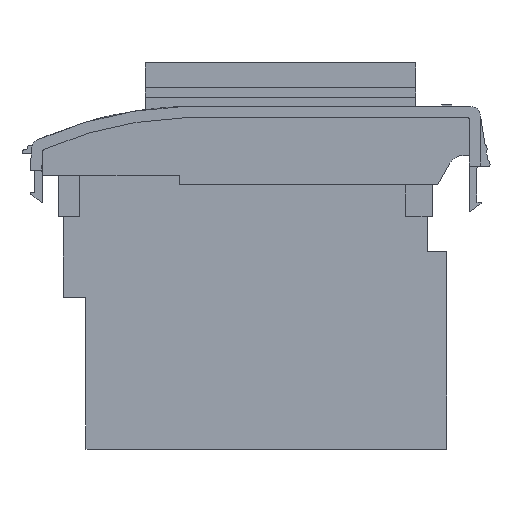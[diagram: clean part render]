
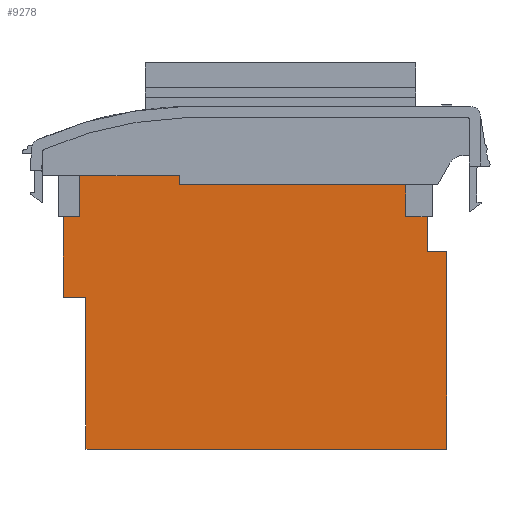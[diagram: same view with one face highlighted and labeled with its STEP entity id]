
A CAD part, left-side view. The second image highlights one B-rep face of the part: STEP entity #9278.
In plain terms, the highlighted planar face has unit normal (-1, 0, 0).
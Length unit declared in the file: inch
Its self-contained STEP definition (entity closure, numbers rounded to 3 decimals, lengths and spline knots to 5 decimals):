
#286 = VERTEX_POINT ( 'NONE', #2489 ) ;
#289 = EDGE_CURVE ( 'NONE', #302, #286, #2529, .T. ) ;
#293 = VERTEX_POINT ( 'NONE', #2521 ) ;
#302 = VERTEX_POINT ( 'NONE', #2510 ) ;
#315 = EDGE_CURVE ( 'NONE', #286, #293, #2553, .T. ) ;
#366 = EDGE_CURVE ( 'NONE', #5906, #302, #2646, .T. ) ;
#1491 = DIRECTION ( 'NONE',  ( 0., 0., 1. ) ) ;
#1492 = VECTOR ( 'NONE', #1491, 39.37008 ) ;
#1493 = CARTESIAN_POINT ( 'NONE',  ( 1.84006, 3.99348, 0.735 ) ) ;
#1494 = LINE ( 'NONE', #1493, #1492 ) ;
#2489 = CARTESIAN_POINT ( 'NONE',  ( 1.84006, 3.22916, 0.445 ) ) ;
#2510 = CARTESIAN_POINT ( 'NONE',  ( 1.84006, 3.22916, 0.505 ) ) ;
#2521 = CARTESIAN_POINT ( 'NONE',  ( 1.84006, 1.73848, 0.445 ) ) ;
#2526 = DIRECTION ( 'NONE',  ( 0., 0., -1. ) ) ;
#2527 = VECTOR ( 'NONE', #2526, 39.37008 ) ;
#2528 = CARTESIAN_POINT ( 'NONE',  ( 1.84006, 3.22916, 0.445 ) ) ;
#2529 = LINE ( 'NONE', #2528, #2527 ) ;
#2550 = DIRECTION ( 'NONE',  ( 0., -1., 0. ) ) ;
#2551 = VECTOR ( 'NONE', #2550, 39.37008 ) ;
#2552 = CARTESIAN_POINT ( 'NONE',  ( 1.84006, 1.52916, 0.445 ) ) ;
#2553 = LINE ( 'NONE', #2552, #2551 ) ;
#2643 = DIRECTION ( 'NONE',  ( 0., -1., 0. ) ) ;
#2644 = VECTOR ( 'NONE', #2643, 39.37008 ) ;
#2645 = CARTESIAN_POINT ( 'NONE',  ( 1.84006, 3.22916, 0.505 ) ) ;
#2646 = LINE ( 'NONE', #2645, #2644 ) ;
#5906 = VERTEX_POINT ( 'NONE', #7177 ) ;
#6000 = VERTEX_POINT ( 'NONE', #7342 ) ;
#6659 = VERTEX_POINT ( 'NONE', #10612 ) ;
#6671 = EDGE_CURVE ( 'NONE', #13925, #6659, #10696, .T. ) ;
#6759 = EDGE_CURVE ( 'NONE', #6659, #14006, #10980, .T. ) ;
#7177 = CARTESIAN_POINT ( 'NONE',  ( 1.84006, 3.99348, 0.505 ) ) ;
#7342 = CARTESIAN_POINT ( 'NONE',  ( 1.84006, 1.59848, 0.235 ) ) ;
#9278 = ADVANCED_FACE ( 'NONE', ( #11271 ), #11247, .T. ) ;
#9279 = EDGE_LOOP ( 'NONE', ( #9282, #9313, #9315, #9316, #9317, #9286, #9287, #9288, #9289, #9290, #9307, #9308 ) ) ;
#9282 = ORIENTED_EDGE ( 'NONE', *, *, #9283, .T. ) ;
#9283 = EDGE_CURVE ( 'NONE', #9284, #293, #11475, .T. ) ;
#9284 = VERTEX_POINT ( 'NONE', #11471 ) ;
#9286 = ORIENTED_EDGE ( 'NONE', *, *, #6759, .F. ) ;
#9287 = ORIENTED_EDGE ( 'NONE', *, *, #6671, .F. ) ;
#9288 = ORIENTED_EDGE ( 'NONE', *, *, #11445, .F. ) ;
#9289 = ORIENTED_EDGE ( 'NONE', *, *, #9293, .F. ) ;
#9290 = ORIENTED_EDGE ( 'NONE', *, *, #9347, .F. ) ;
#9293 = EDGE_CURVE ( 'NONE', #9345, #11433, #11470, .T. ) ;
#9307 = ORIENTED_EDGE ( 'NONE', *, *, #14177, .F. ) ;
#9308 = ORIENTED_EDGE ( 'NONE', *, *, #9309, .F. ) ;
#9309 = EDGE_CURVE ( 'NONE', #9284, #6000, #11501, .T. ) ;
#9313 = ORIENTED_EDGE ( 'NONE', *, *, #315, .F. ) ;
#9315 = ORIENTED_EDGE ( 'NONE', *, *, #289, .F. ) ;
#9316 = ORIENTED_EDGE ( 'NONE', *, *, #366, .F. ) ;
#9317 = ORIENTED_EDGE ( 'NONE', *, *, #17003, .F. ) ;
#9345 = VERTEX_POINT ( 'NONE', #11597 ) ;
#9347 = EDGE_CURVE ( 'NONE', #11172, #9345, #11595, .T. ) ;
#10612 = CARTESIAN_POINT ( 'NONE',  ( 1.84006, 3.84348, -0.295 ) ) ;
#10693 = DIRECTION ( 'NONE',  ( 0., 0., 1. ) ) ;
#10694 = VECTOR ( 'NONE', #10693, 39.37008 ) ;
#10695 = CARTESIAN_POINT ( 'NONE',  ( 1.84006, 3.84348, -0.295 ) ) ;
#10696 = LINE ( 'NONE', #10695, #10694 ) ;
#10980 = LINE ( 'NONE', #11028, #11027 ) ;
#11026 = DIRECTION ( 'NONE',  ( 0., 1., 0. ) ) ;
#11027 = VECTOR ( 'NONE', #11026, 39.37008 ) ;
#11028 = CARTESIAN_POINT ( 'NONE',  ( 1.84006, 3.99348, -0.295 ) ) ;
#11172 = VERTEX_POINT ( 'NONE', #13359 ) ;
#11241 = DIRECTION ( 'NONE',  ( 0., 0., 1. ) ) ;
#11242 = DIRECTION ( 'NONE',  ( -1., 0., 0. ) ) ;
#11243 = CARTESIAN_POINT ( 'NONE',  ( 1.84006, 3.84348, -1.295 ) ) ;
#11244 = AXIS2_PLACEMENT_3D ( 'NONE', #11243, #11242, #11241 ) ;
#11247 = PLANE ( 'NONE',  #11244 ) ;
#11271 = FACE_OUTER_BOUND ( 'NONE', #9279, .T. ) ;
#11433 = VERTEX_POINT ( 'NONE', #14739 ) ;
#11445 = EDGE_CURVE ( 'NONE', #11433, #13925, #14775, .T. ) ;
#11467 = DIRECTION ( 'NONE',  ( 0., 0., -1. ) ) ;
#11468 = VECTOR ( 'NONE', #11467, 39.37008 ) ;
#11469 = CARTESIAN_POINT ( 'NONE',  ( 1.84006, 1.46848, 0.005 ) ) ;
#11470 = LINE ( 'NONE', #11469, #11468 ) ;
#11471 = CARTESIAN_POINT ( 'NONE',  ( 1.84006, 1.73848, 0.235 ) ) ;
#11472 = DIRECTION ( 'NONE',  ( 0., 0., 1. ) ) ;
#11473 = VECTOR ( 'NONE', #11472, 39.37008 ) ;
#11474 = CARTESIAN_POINT ( 'NONE',  ( 1.84006, 1.73848, 0.235 ) ) ;
#11475 = LINE ( 'NONE', #11474, #11473 ) ;
#11498 = DIRECTION ( 'NONE',  ( 0., -1., 0. ) ) ;
#11499 = VECTOR ( 'NONE', #11498, 39.37008 ) ;
#11500 = CARTESIAN_POINT ( 'NONE',  ( 1.84006, 3.84348, 0.235 ) ) ;
#11501 = LINE ( 'NONE', #11500, #11499 ) ;
#11592 = DIRECTION ( 'NONE',  ( 0., -1., 0. ) ) ;
#11593 = VECTOR ( 'NONE', #11592, 39.37008 ) ;
#11594 = CARTESIAN_POINT ( 'NONE',  ( 1.84006, 1.46848, 0.005 ) ) ;
#11595 = LINE ( 'NONE', #11594, #11593 ) ;
#11597 = CARTESIAN_POINT ( 'NONE',  ( 1.84006, 1.46848, 0.005 ) ) ;
#13359 = CARTESIAN_POINT ( 'NONE',  ( 1.84006, 1.59848, 0.005 ) ) ;
#13925 = VERTEX_POINT ( 'NONE', #14869 ) ;
#14006 = VERTEX_POINT ( 'NONE', #14864 ) ;
#14177 = EDGE_CURVE ( 'NONE', #6000, #11172, #15002, .T. ) ;
#14739 = CARTESIAN_POINT ( 'NONE',  ( 1.84006, 1.46848, -1.295 ) ) ;
#14772 = DIRECTION ( 'NONE',  ( 0., 1., 0. ) ) ;
#14773 = VECTOR ( 'NONE', #14772, 39.37008 ) ;
#14774 = CARTESIAN_POINT ( 'NONE',  ( 1.84006, 1.46848, -1.295 ) ) ;
#14775 = LINE ( 'NONE', #14774, #14773 ) ;
#14864 = CARTESIAN_POINT ( 'NONE',  ( 1.84006, 3.99348, -0.295 ) ) ;
#14869 = CARTESIAN_POINT ( 'NONE',  ( 1.84006, 3.84348, -1.295 ) ) ;
#14998 = DIRECTION ( 'NONE',  ( 0., 0., -1. ) ) ;
#14999 = VECTOR ( 'NONE', #14998, 39.37008 ) ;
#15000 = CARTESIAN_POINT ( 'NONE',  ( 1.84006, 1.59848, 0.005 ) ) ;
#15002 = LINE ( 'NONE', #15000, #14999 ) ;
#17003 = EDGE_CURVE ( 'NONE', #14006, #5906, #1494, .T. ) ;
